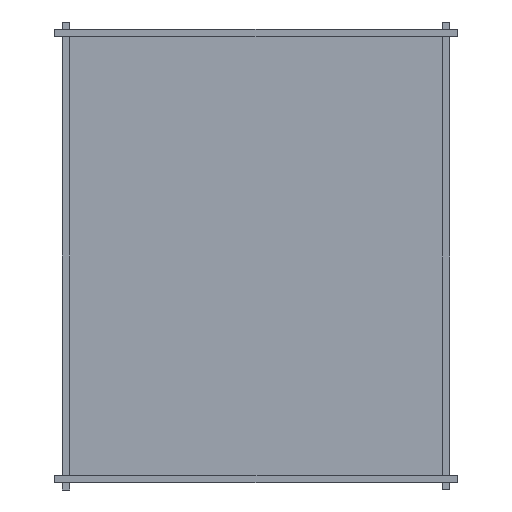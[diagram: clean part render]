
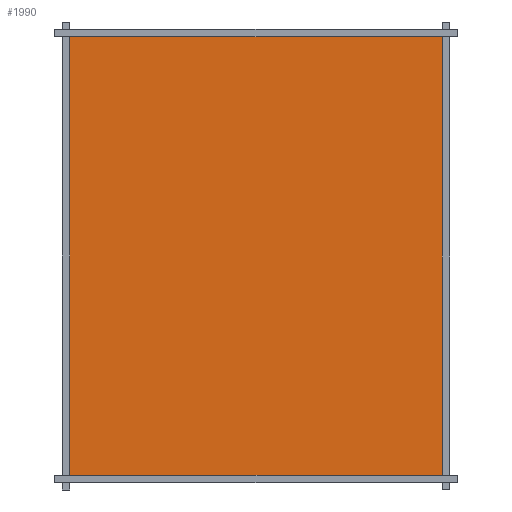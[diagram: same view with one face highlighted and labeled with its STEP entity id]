
A CAD part, front view. The second image highlights one B-rep face of the part: STEP entity #1990.
In plain terms, the highlighted planar face has unit normal (0, -1, 0).
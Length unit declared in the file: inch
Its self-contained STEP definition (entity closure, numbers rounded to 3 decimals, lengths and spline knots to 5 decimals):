
#87=FACE_OUTER_BOUND('',#192,.T.);
#192=EDGE_LOOP('',(#1375,#1376,#1377,#1378,#1379,#1380,#1381,#1382,#1383,
#1384,#1385,#1386));
#296=LINE('',#2797,#573);
#300=LINE('',#2805,#577);
#303=LINE('',#2811,#580);
#306=LINE('',#2817,#583);
#309=LINE('',#2823,#586);
#312=LINE('',#2829,#589);
#315=LINE('',#2835,#592);
#318=LINE('',#2841,#595);
#321=LINE('',#2847,#598);
#324=LINE('',#2853,#601);
#327=LINE('',#2859,#604);
#330=LINE('',#2864,#607);
#573=VECTOR('',#2281,0.3937);
#577=VECTOR('',#2287,0.3937);
#580=VECTOR('',#2292,0.3937);
#583=VECTOR('',#2297,0.3937);
#586=VECTOR('',#2302,0.3937);
#589=VECTOR('',#2307,0.3937);
#592=VECTOR('',#2312,0.3937);
#595=VECTOR('',#2317,0.3937);
#598=VECTOR('',#2322,0.3937);
#601=VECTOR('',#2327,0.3937);
#604=VECTOR('',#2332,0.3937);
#607=VECTOR('',#2337,0.3937);
#850=VERTEX_POINT('',#2795);
#851=VERTEX_POINT('',#2796);
#854=VERTEX_POINT('',#2804);
#856=VERTEX_POINT('',#2810);
#858=VERTEX_POINT('',#2816);
#860=VERTEX_POINT('',#2822);
#862=VERTEX_POINT('',#2828);
#864=VERTEX_POINT('',#2834);
#866=VERTEX_POINT('',#2840);
#868=VERTEX_POINT('',#2846);
#870=VERTEX_POINT('',#2852);
#872=VERTEX_POINT('',#2858);
#1036=EDGE_CURVE('',#850,#851,#296,.T.);
#1040=EDGE_CURVE('',#851,#854,#300,.T.);
#1043=EDGE_CURVE('',#856,#854,#303,.T.);
#1046=EDGE_CURVE('',#858,#856,#306,.T.);
#1049=EDGE_CURVE('',#860,#858,#309,.T.);
#1052=EDGE_CURVE('',#862,#860,#312,.T.);
#1055=EDGE_CURVE('',#862,#864,#315,.T.);
#1058=EDGE_CURVE('',#864,#866,#318,.T.);
#1061=EDGE_CURVE('',#868,#866,#321,.T.);
#1064=EDGE_CURVE('',#870,#868,#324,.T.);
#1067=EDGE_CURVE('',#872,#870,#327,.T.);
#1070=EDGE_CURVE('',#850,#872,#330,.T.);
#1375=ORIENTED_EDGE('',*,*,#1070,.F.);
#1376=ORIENTED_EDGE('',*,*,#1036,.T.);
#1377=ORIENTED_EDGE('',*,*,#1040,.T.);
#1378=ORIENTED_EDGE('',*,*,#1043,.F.);
#1379=ORIENTED_EDGE('',*,*,#1046,.F.);
#1380=ORIENTED_EDGE('',*,*,#1049,.F.);
#1381=ORIENTED_EDGE('',*,*,#1052,.F.);
#1382=ORIENTED_EDGE('',*,*,#1055,.T.);
#1383=ORIENTED_EDGE('',*,*,#1058,.T.);
#1384=ORIENTED_EDGE('',*,*,#1061,.F.);
#1385=ORIENTED_EDGE('',*,*,#1064,.F.);
#1386=ORIENTED_EDGE('',*,*,#1067,.F.);
#1886=PLANE('',#2170);
#1990=ADVANCED_FACE('',(#87),#1886,.F.);
#2170=AXIS2_PLACEMENT_3D('',#2867,#2341,#2342);
#2281=DIRECTION('',(0.,0.,-1.));
#2287=DIRECTION('',(-1.,0.,0.));
#2292=DIRECTION('',(0.,0.,1.));
#2297=DIRECTION('',(-1.,0.,0.));
#2302=DIRECTION('',(0.,0.,1.));
#2307=DIRECTION('',(-1.,0.,0.));
#2312=DIRECTION('',(0.,0.,1.));
#2317=DIRECTION('',(1.,0.,0.));
#2322=DIRECTION('',(0.,0.,-1.));
#2327=DIRECTION('',(1.,0.,0.));
#2332=DIRECTION('',(0.,0.,-1.));
#2337=DIRECTION('',(1.,0.,0.));
#2341=DIRECTION('center_axis',(0.,1.,0.));
#2342=DIRECTION('ref_axis',(1.,0.,0.));
#2795=CARTESIAN_POINT('',(-1.6875,0.,3.875));
#2796=CARTESIAN_POINT('',(-1.6875,0.,3.75));
#2797=CARTESIAN_POINT('',(-1.6875,0.,3.875));
#2804=CARTESIAN_POINT('',(-3.1875,0.,3.75));
#2805=CARTESIAN_POINT('',(-1.6875,0.,3.75));
#2810=CARTESIAN_POINT('',(-3.1875,0.,-3.75));
#2811=CARTESIAN_POINT('',(-3.1875,0.,-3.875));
#2816=CARTESIAN_POINT('',(-1.6875,0.,-3.75));
#2817=CARTESIAN_POINT('',(-1.6875,0.,-3.75));
#2822=CARTESIAN_POINT('',(-1.6875,0.,-3.875));
#2823=CARTESIAN_POINT('',(-1.6875,0.,-3.875));
#2828=CARTESIAN_POINT('',(1.6875,0.,-3.875));
#2829=CARTESIAN_POINT('',(3.1875,0.,-3.875));
#2834=CARTESIAN_POINT('',(1.6875,0.,-3.75));
#2835=CARTESIAN_POINT('',(1.6875,0.,-3.875));
#2840=CARTESIAN_POINT('',(3.1875,0.,-3.75));
#2841=CARTESIAN_POINT('',(1.6875,0.,-3.75));
#2846=CARTESIAN_POINT('',(3.1875,0.,3.75));
#2847=CARTESIAN_POINT('',(3.1875,0.,3.875));
#2852=CARTESIAN_POINT('',(1.6875,0.,3.75));
#2853=CARTESIAN_POINT('',(1.6875,0.,3.75));
#2858=CARTESIAN_POINT('',(1.6875,0.,3.875));
#2859=CARTESIAN_POINT('',(1.6875,0.,3.875));
#2864=CARTESIAN_POINT('',(-2.25,0.,3.875));
#2867=CARTESIAN_POINT('Origin',(0.,0.,0.));
